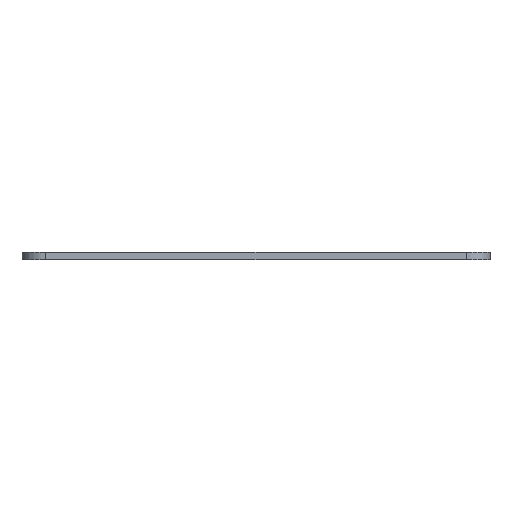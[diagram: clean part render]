
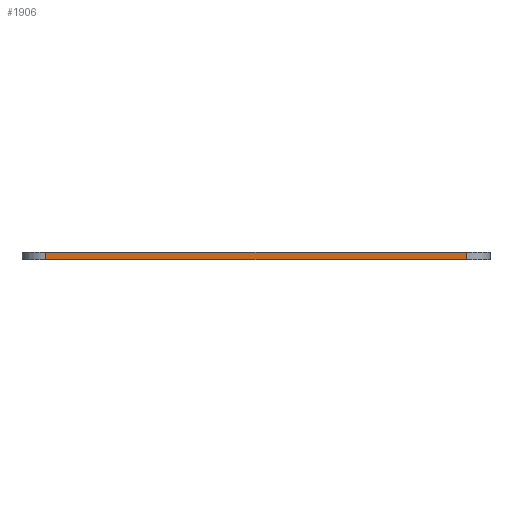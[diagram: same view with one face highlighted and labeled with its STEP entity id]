
A CAD part, left-side view. The second image highlights one B-rep face of the part: STEP entity #1906.
In plain terms, the highlighted planar face has unit normal (-1, 0, 0).
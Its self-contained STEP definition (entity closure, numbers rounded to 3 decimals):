
#47=PLANE('',#2021);
#98=FACE_OUTER_BOUND('',#196,.T.);
#196=EDGE_LOOP('',(#1285,#1286,#1287,#1288));
#322=LINE('',#2809,#514);
#323=LINE('',#2812,#515);
#324=LINE('',#2814,#516);
#325=LINE('',#2815,#517);
#514=VECTOR('',#2224,10.);
#515=VECTOR('',#2227,10.);
#516=VECTOR('',#2228,10.);
#517=VECTOR('',#2229,10.);
#801=VERTEX_POINT('',#2802);
#804=VERTEX_POINT('',#2807);
#805=VERTEX_POINT('',#2811);
#806=VERTEX_POINT('',#2813);
#996=EDGE_CURVE('',#804,#801,#322,.T.);
#997=EDGE_CURVE('',#804,#805,#323,.T.);
#998=EDGE_CURVE('',#806,#805,#324,.T.);
#999=EDGE_CURVE('',#801,#806,#325,.T.);
#1285=ORIENTED_EDGE('',*,*,#996,.F.);
#1286=ORIENTED_EDGE('',*,*,#997,.T.);
#1287=ORIENTED_EDGE('',*,*,#998,.F.);
#1288=ORIENTED_EDGE('',*,*,#999,.F.);
#1906=ADVANCED_FACE('',(#98),#47,.T.);
#2021=AXIS2_PLACEMENT_3D('',#2810,#2225,#2226);
#2224=DIRECTION('',(0.,0.,1.));
#2225=DIRECTION('center_axis',(-1.,0.,0.));
#2226=DIRECTION('ref_axis',(0.,-1.,0.));
#2227=DIRECTION('',(0.,-1.,0.));
#2228=DIRECTION('',(0.,0.,-1.));
#2229=DIRECTION('',(0.,-1.,0.));
#2802=CARTESIAN_POINT('',(-106.395,-212.71,1.5));
#2807=CARTESIAN_POINT('',(-106.395,-212.71,0.));
#2809=CARTESIAN_POINT('',(-106.395,-212.71,0.));
#2810=CARTESIAN_POINT('Origin',(-106.395,-207.71,0.));
#2811=CARTESIAN_POINT('',(-106.395,-301.9,0.));
#2812=CARTESIAN_POINT('',(-106.395,-207.71,0.));
#2813=CARTESIAN_POINT('',(-106.395,-301.9,1.5));
#2814=CARTESIAN_POINT('',(-106.395,-301.9,0.));
#2815=CARTESIAN_POINT('',(-106.395,-207.71,1.5));
